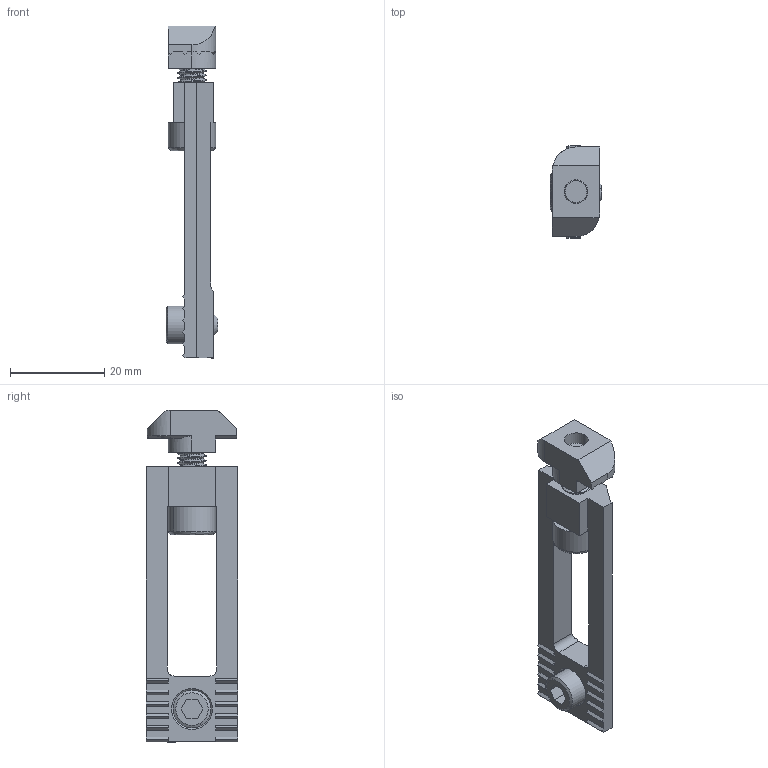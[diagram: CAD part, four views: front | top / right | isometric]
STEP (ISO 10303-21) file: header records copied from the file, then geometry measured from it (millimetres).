
FILE_DESCRIPTION (( 'STEP AP203' ), '1' );
FILE_NAME ('AL-326.0300A.01 Ñîåäèíèòåëü òîðöåâîé ïàç 10.STEP', '2025-01-15T09:49:21', ( '' ), ( '' ), 'SwSTEP 2.0', 'SolidWorks 2021', '' );
FILE_SCHEMA (( 'CONFIG_CONTROL_DESIGN' ));
Length unit declared in the file: millimetre
Products named in the file (5): 2.21.10.M6___; Âèíò ñ âíóòðåííèì øåñòèãðàííèêîì DIN912 Ì6õ18; Óñòàíîâî÷íûé âèíò Ì8_; AL-326.0300A.01 Ñîåäèíèòåëü òîðöåâîé ïàç 10; Ñîåäèíèòåëü òîðöåâîé ïàç 10
Assembly tree (4 placements, depth 2):
  AL-326.0300A.01 Ñîåäèíèòåëü òîðöåâîé ïàç 10
    Ñîåäèíèòåëü òîðöåâîé ïàç 10
    Óñòàíîâî÷íûé âèíò Ì8_
    Âèíò ñ âíóòðåííèì øåñòèãðàííèêîì DIN912 Ì6õ18
    2.21.10.M6___
Bounding box: 11 x 19.5 x 70.5 mm (x, y, z)
Volume: 5415.1 mm3; surface area: 4979 mm2
Topology: 4 solids, 4 shells, 174 faces, 478 edges, 313 vertices
Faces by surface type: plane 106, cylinder 50, cone 13, bspline 5
Entity records: 9014 total; most frequent: CARTESIAN_POINT 4306, ORIENTED_EDGE 956, DIRECTION 789, EDGE_CURVE 478, VECTOR 327, LINE 327, VERTEX_POINT 313, AXIS2_PLACEMENT_3D 231
